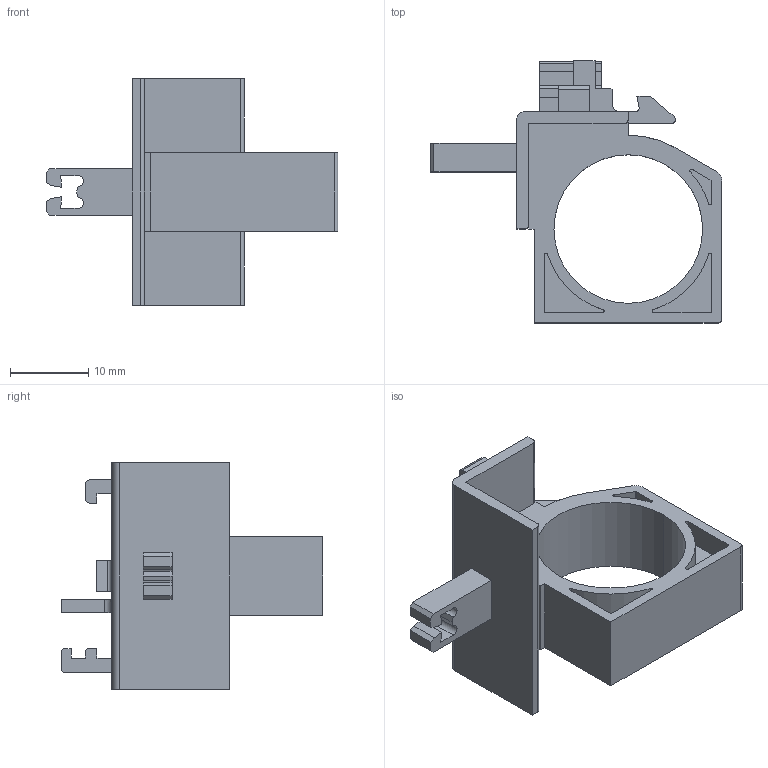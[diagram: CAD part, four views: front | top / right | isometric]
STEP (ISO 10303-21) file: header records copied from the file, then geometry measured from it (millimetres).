
FILE_DESCRIPTION(('STEP AP214'),'1');
FILE_NAME('cctmp_0F75E305-96DB-402D-8A7D-80711A350085_2023_07_18_13_13_17_0818..stp','2023-07-18T11:13:18',('SIEMENS A&D'),('CADClick - www.CADClick.com'),'Spatial InterOp 3D postprocessed',' ','unknown authorization');
FILE_SCHEMA(('AUTOMOTIVE_DESIGN'));
Length unit declared in the file: millimetre
Products named in the file (1): 2023_07_18_13_13_17_0802
Bounding box: 37.33 x 33.5 x 29 mm (x, y, z)
Volume: 4020.6 mm3; surface area: 4666.2 mm2
Topology: 1 solids, 1 shells, 144 faces, 397 edges, 264 vertices
Faces by surface type: plane 101, cylinder 43
Entity records: 7679 total; most frequent: STYLED_ITEM 806, PRESENTATION_STYLE_ASSIGNMENT 806, CARTESIAN_POINT 806, ORIENTED_EDGE 794, DIRECTION 777, EDGE_CURVE 397, CURVE_STYLE 397, DRAUGHTING_PRE_DEFINED_CURVE_FONT 397
